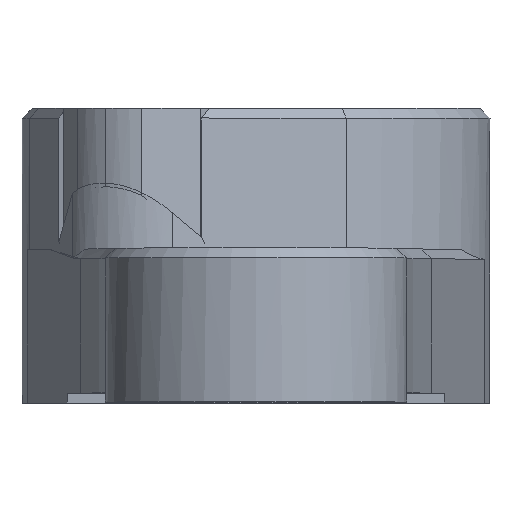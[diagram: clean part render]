
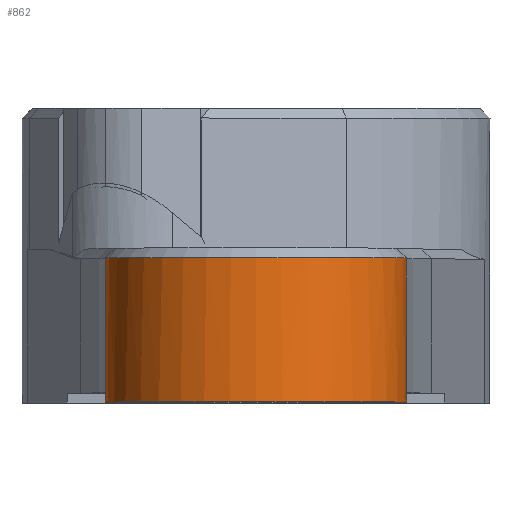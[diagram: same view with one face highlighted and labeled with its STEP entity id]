
A CAD part, top view. The second image highlights one B-rep face of the part: STEP entity #862.
In plain terms, the highlighted cylindrical face has radius 11.684 mm (diameter 23.368 mm), a partial arc.
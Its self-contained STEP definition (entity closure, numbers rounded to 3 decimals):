
#45 = DIRECTION ( 'NONE',  ( 0., -1., 0. ) ) ;
#131 = VERTEX_POINT ( 'NONE', #441 ) ;
#251 = CYLINDRICAL_SURFACE ( 'NONE', #392, 11.684 ) ;
#392 = AXIS2_PLACEMENT_3D ( 'NONE', #2331, #1183, #2964 ) ;
#441 = CARTESIAN_POINT ( 'NONE',  ( 11.684, 0., 0. ) ) ;
#457 = VECTOR ( 'NONE', #2855, 1000. ) ;
#494 = AXIS2_PLACEMENT_3D ( 'NONE', #2885, #1736, #572 ) ;
#528 = CARTESIAN_POINT ( 'NONE',  ( -11.684, 11.938, 0. ) ) ;
#569 = CARTESIAN_POINT ( 'NONE',  ( 11.619, 0.762, -1.235 ) ) ;
#572 = DIRECTION ( 'NONE',  ( 0., 0., 1. ) ) ;
#595 = EDGE_CURVE ( 'NONE', #2227, #131, #1370, .T. ) ;
#614 = DIRECTION ( 'NONE',  ( 0., 0., 1. ) ) ;
#722 = DIRECTION ( 'NONE',  ( 0., -1., 0. ) ) ;
#764 = ORIENTED_EDGE ( 'NONE', *, *, #2721, .F. ) ;
#791 = DIRECTION ( 'NONE',  ( 0., 1., 0. ) ) ;
#795 = VECTOR ( 'NONE', #45, 1000. ) ;
#804 = CARTESIAN_POINT ( 'NONE',  ( -11.619, 11.176, -1.235 ) ) ;
#822 = ORIENTED_EDGE ( 'NONE', *, *, #1829, .T. ) ;
#847 = DIRECTION ( 'NONE',  ( 0., 1., 0. ) ) ;
#862 = ADVANCED_FACE ( 'NONE', ( #1396 ), #251, .T. ) ;
#989 = VERTEX_POINT ( 'NONE', #2615 ) ;
#1050 = DIRECTION ( 'NONE',  ( 0., 0., 1. ) ) ;
#1183 = DIRECTION ( 'NONE',  ( 0., 1., 0. ) ) ;
#1184 = VECTOR ( 'NONE', #2435, 1000. ) ;
#1192 = EDGE_LOOP ( 'NONE', ( #764, #822, #2942, #2654, #2590, #2714, #2872, #2461 ) ) ;
#1297 = CARTESIAN_POINT ( 'NONE',  ( 0., 0.762, 0. ) ) ;
#1341 = CARTESIAN_POINT ( 'NONE',  ( -11.684, 0., 0. ) ) ;
#1370 = CIRCLE ( 'NONE', #494, 11.684 ) ;
#1395 = VERTEX_POINT ( 'NONE', #569 ) ;
#1396 = FACE_OUTER_BOUND ( 'NONE', #1192, .T. ) ;
#1401 = EDGE_CURVE ( 'NONE', #131, #989, #1733, .T. ) ;
#1438 = CIRCLE ( 'NONE', #2648, 11.684 ) ;
#1480 = VERTEX_POINT ( 'NONE', #2294 ) ;
#1621 = AXIS2_PLACEMENT_3D ( 'NONE', #1832, #2032, #2755 ) ;
#1733 = LINE ( 'NONE', #2658, #1184 ) ;
#1736 = DIRECTION ( 'NONE',  ( 0., 1., 0. ) ) ;
#1764 = VERTEX_POINT ( 'NONE', #2044 ) ;
#1829 = EDGE_CURVE ( 'NONE', #2181, #2481, #2785, .T. ) ;
#1832 = CARTESIAN_POINT ( 'NONE',  ( 0., 11.176, 0. ) ) ;
#1841 = CARTESIAN_POINT ( 'NONE',  ( 11.619, 11.938, -1.235 ) ) ;
#2032 = DIRECTION ( 'NONE',  ( 0., -1., 0. ) ) ;
#2044 = CARTESIAN_POINT ( 'NONE',  ( -11.684, 0.762, 0. ) ) ;
#2062 = EDGE_CURVE ( 'NONE', #1480, #1764, #2966, .T. ) ;
#2093 = CARTESIAN_POINT ( 'NONE',  ( -11.619, 11.938, -1.235 ) ) ;
#2181 = VERTEX_POINT ( 'NONE', #2509 ) ;
#2227 = VERTEX_POINT ( 'NONE', #1341 ) ;
#2294 = CARTESIAN_POINT ( 'NONE',  ( -11.619, 0.762, -1.235 ) ) ;
#2331 = CARTESIAN_POINT ( 'NONE',  ( 0., 11.938, 0. ) ) ;
#2335 = EDGE_CURVE ( 'NONE', #2481, #1480, #2608, .T. ) ;
#2435 = DIRECTION ( 'NONE',  ( 0., 1., 0. ) ) ;
#2461 = ORIENTED_EDGE ( 'NONE', *, *, #2665, .T. ) ;
#2481 = VERTEX_POINT ( 'NONE', #804 ) ;
#2495 = AXIS2_PLACEMENT_3D ( 'NONE', #1297, #791, #1050 ) ;
#2509 = CARTESIAN_POINT ( 'NONE',  ( 11.619, 11.176, -1.235 ) ) ;
#2590 = ORIENTED_EDGE ( 'NONE', *, *, #2986, .T. ) ;
#2608 = LINE ( 'NONE', #2093, #795 ) ;
#2615 = CARTESIAN_POINT ( 'NONE',  ( 11.684, 0.762, 0. ) ) ;
#2616 = LINE ( 'NONE', #528, #457 ) ;
#2648 = AXIS2_PLACEMENT_3D ( 'NONE', #2928, #847, #614 ) ;
#2654 = ORIENTED_EDGE ( 'NONE', *, *, #2062, .T. ) ;
#2658 = CARTESIAN_POINT ( 'NONE',  ( 11.684, 11.938, 0. ) ) ;
#2665 = EDGE_CURVE ( 'NONE', #989, #1395, #1438, .T. ) ;
#2693 = VECTOR ( 'NONE', #722, 1000. ) ;
#2714 = ORIENTED_EDGE ( 'NONE', *, *, #595, .T. ) ;
#2721 = EDGE_CURVE ( 'NONE', #2181, #1395, #2762, .T. ) ;
#2755 = DIRECTION ( 'NONE',  ( 0., 0., 1. ) ) ;
#2762 = LINE ( 'NONE', #1841, #2693 ) ;
#2785 = CIRCLE ( 'NONE', #1621, 11.684 ) ;
#2855 = DIRECTION ( 'NONE',  ( 0., -1., 0. ) ) ;
#2872 = ORIENTED_EDGE ( 'NONE', *, *, #1401, .T. ) ;
#2885 = CARTESIAN_POINT ( 'NONE',  ( 0., 0., 0. ) ) ;
#2928 = CARTESIAN_POINT ( 'NONE',  ( 0., 0.762, 0. ) ) ;
#2942 = ORIENTED_EDGE ( 'NONE', *, *, #2335, .T. ) ;
#2964 = DIRECTION ( 'NONE',  ( 0., 0., -1. ) ) ;
#2966 = CIRCLE ( 'NONE', #2495, 11.684 ) ;
#2986 = EDGE_CURVE ( 'NONE', #1764, #2227, #2616, .T. ) ;
